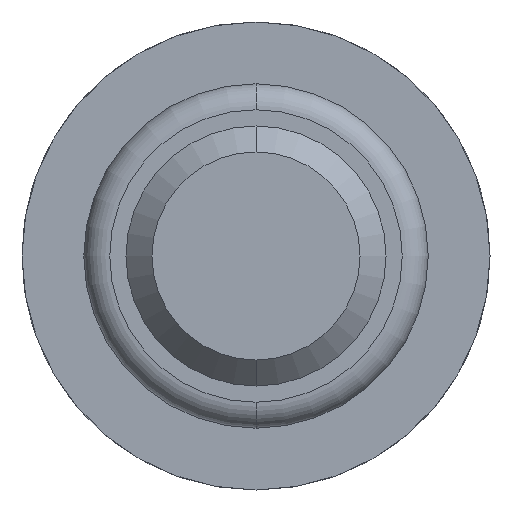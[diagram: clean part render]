
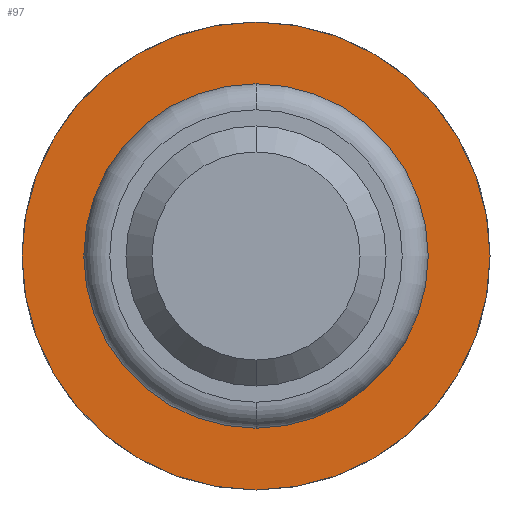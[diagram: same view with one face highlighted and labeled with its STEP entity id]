
A CAD part, front view. The second image highlights one B-rep face of the part: STEP entity #97.
In plain terms, the highlighted planar face has unit normal (0, -1, 0).
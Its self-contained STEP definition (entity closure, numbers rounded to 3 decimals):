
#97 = ADVANCED_FACE ( 'Defeature ausgef�hrt6_42', ( #427, #160 ), #3172, .F. ) ;
#160 = FACE_BOUND ( 'NONE', #1787, .T. ) ;
#203 = DIRECTION ( 'NONE',  ( 0., 1., 0. ) ) ;
#251 = CARTESIAN_POINT ( 'NONE',  ( 0., -1.8, 0. ) ) ;
#287 = CIRCLE ( 'NONE', #1711, 1.8 ) ;
#310 = CARTESIAN_POINT ( 'NONE',  ( 0., -1.8, -1.8 ) ) ;
#390 = CARTESIAN_POINT ( 'NONE',  ( 0., -1.8, 0. ) ) ;
#427 = FACE_OUTER_BOUND ( 'NONE', #716, .T. ) ;
#443 = VERTEX_POINT ( 'NONE', #4165 ) ;
#531 = VERTEX_POINT ( 'NONE', #2814 ) ;
#581 = EDGE_CURVE ( 'Defeature ausgef�hrt6_42+Defeature ausgef�hrt6_43+Defeature ausgef�hrt6_43+Defeature ausgef�hrt6_43', #531, #1804, #982, .T. ) ;
#716 = EDGE_LOOP ( 'NONE', ( #3556, #2583 ) ) ;
#821 = AXIS2_PLACEMENT_3D ( 'NONE', #4169, #3109, #1035 ) ;
#982 = CIRCLE ( 'NONE', #2418, 1.325 ) ;
#1035 = DIRECTION ( 'NONE',  ( 0., 0., 1. ) ) ;
#1077 = DIRECTION ( 'NONE',  ( 0., 0., 1. ) ) ;
#1313 = DIRECTION ( 'NONE',  ( 0., 1., 0. ) ) ;
#1711 = AXIS2_PLACEMENT_3D ( 'NONE', #2325, #203, #2675 ) ;
#1787 = EDGE_LOOP ( 'NONE', ( #2930, #4095 ) ) ;
#1804 = VERTEX_POINT ( 'NONE', #3147 ) ;
#2325 = CARTESIAN_POINT ( 'NONE',  ( 0., -1.8, 0. ) ) ;
#2341 = DIRECTION ( 'NONE',  ( 0., 1., 0. ) ) ;
#2401 = VERTEX_POINT ( 'NONE', #310 ) ;
#2418 = AXIS2_PLACEMENT_3D ( 'NONE', #390, #3817, #1077 ) ;
#2460 = AXIS2_PLACEMENT_3D ( 'NONE', #251, #1313, #3739 ) ;
#2583 = ORIENTED_EDGE ( 'NONE', *, *, #3926, .F. ) ;
#2675 = DIRECTION ( 'NONE',  ( 0., 0., 1. ) ) ;
#2814 = CARTESIAN_POINT ( 'NONE',  ( 0., -1.8, -1.325 ) ) ;
#2930 = ORIENTED_EDGE ( 'NONE', *, *, #4388, .T. ) ;
#3109 = DIRECTION ( 'NONE',  ( 0., 1., 0. ) ) ;
#3147 = CARTESIAN_POINT ( 'NONE',  ( 0., -1.8, 1.325 ) ) ;
#3172 = PLANE ( 'NONE',  #821 ) ;
#3325 = CIRCLE ( 'NONE', #4378, 1.325 ) ;
#3378 = CARTESIAN_POINT ( 'NONE',  ( 0., -1.8, 0. ) ) ;
#3556 = ORIENTED_EDGE ( 'NONE', *, *, #3654, .F. ) ;
#3611 = CIRCLE ( 'NONE', #2460, 1.8 ) ;
#3654 = EDGE_CURVE ( 'Defeature ausgef�hrt6_41+Defeature ausgef�hrt6_42+Defeature ausgef�hrt6_42+Defeature ausgef�hrt6_42', #443, #2401, #3611, .T. ) ;
#3697 = DIRECTION ( 'NONE',  ( 0., 0., 1. ) ) ;
#3739 = DIRECTION ( 'NONE',  ( 0., 0., 1. ) ) ;
#3817 = DIRECTION ( 'NONE',  ( 0., 1., 0. ) ) ;
#3926 = EDGE_CURVE ( 'Defeature ausgef�hrt6_41+Defeature ausgef�hrt6_42+Defeature ausgef�hrt6_42+Defeature ausgef�hrt6_42', #2401, #443, #287, .T. ) ;
#4095 = ORIENTED_EDGE ( 'NONE', *, *, #581, .T. ) ;
#4165 = CARTESIAN_POINT ( 'NONE',  ( 0., -1.8, 1.8 ) ) ;
#4169 = CARTESIAN_POINT ( 'NONE',  ( 1.8, -1.8, 0. ) ) ;
#4378 = AXIS2_PLACEMENT_3D ( 'NONE', #3378, #2341, #3697 ) ;
#4388 = EDGE_CURVE ( 'Defeature ausgef�hrt6_42+Defeature ausgef�hrt6_43+Defeature ausgef�hrt6_43+Defeature ausgef�hrt6_43', #1804, #531, #3325, .T. ) ;
